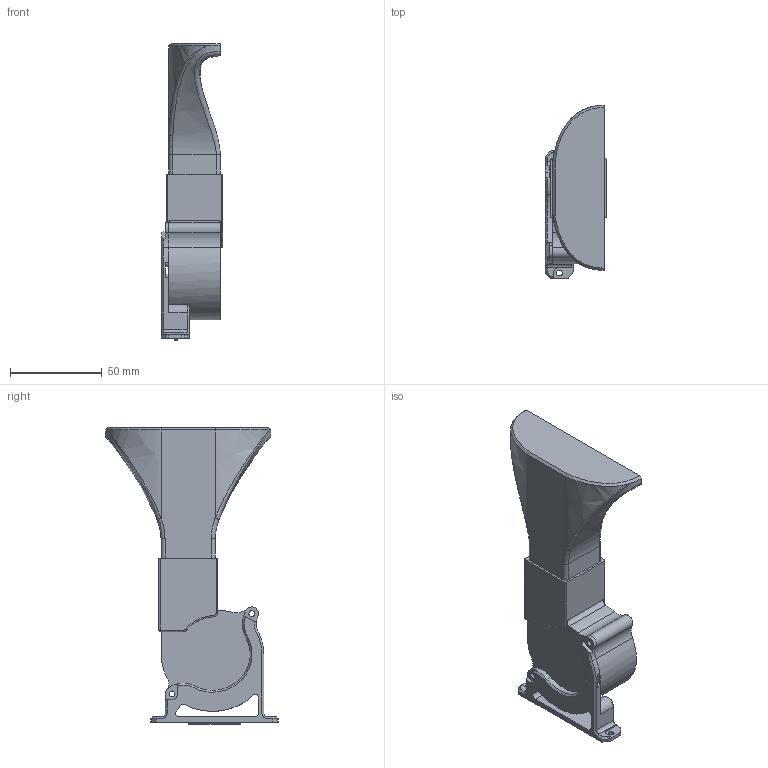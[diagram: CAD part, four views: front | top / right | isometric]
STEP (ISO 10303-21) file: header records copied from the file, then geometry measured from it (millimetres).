
FILE_DESCRIPTION(/* description */ (''),/* implementation_level */ '2;1');
FILE_NAME(/* name */ 'RSCS_6028.step',/* time_stamp */ '2023-05-31T19:16:57+08:00',/* author */ (''),/* organization */ (''),/* preprocessor_version */ 'ST-DEVELOPER v19.2',/* originating_system */ 'Autodesk Translation Framework v12.4.0.73',/* authorisation */ '');
FILE_SCHEMA (('AUTOMOTIVE_DESIGN { 1 0 10303 214 3 1 1 }'));
Length unit declared in the file: millimetre
Products named in the file (2): RSCS_6028; 6028_v4
Assembly tree (1 placements, depth 2):
  RSCS_6028
    6028_v4
Bounding box: 33.26 x 94.25 x 161.5 mm (x, y, z)
Volume: 81965.6 mm3; surface area: 67813.8 mm2
Topology: 4 solids, 4 shells, 272 faces, 712 edges, 448 vertices
Faces by surface type: plane 100, cylinder 80, bspline 65, cone 14, torus 11, sphere 2
Full cylindrical faces by diameter (mm): 3.2 x4, 4.3 x2, 26 x1, 35 x1, 39.4 x1
Entity records: 11700 total; most frequent: CARTESIAN_POINT 5229, ORIENTED_EDGE 1424, DIRECTION 1193, EDGE_CURVE 712, VERTEX_POINT 448, AXIS2_PLACEMENT_3D 424, LINE 345, VECTOR 345
